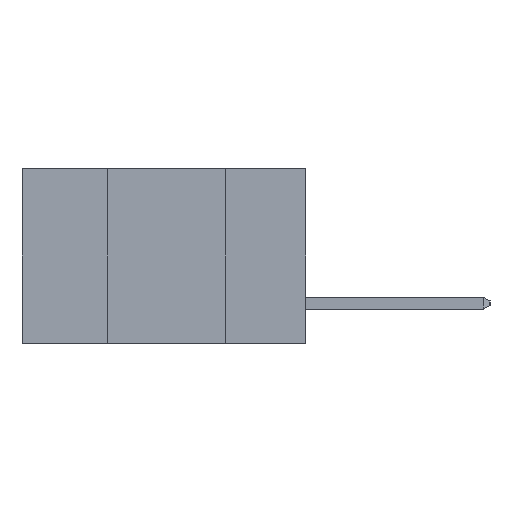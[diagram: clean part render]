
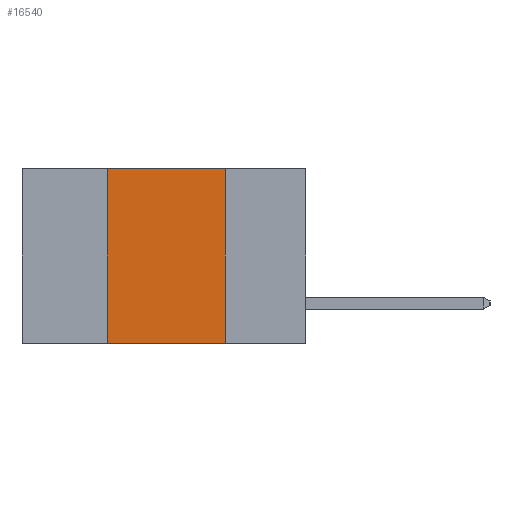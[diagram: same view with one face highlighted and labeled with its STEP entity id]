
A CAD part, left-side view. The second image highlights one B-rep face of the part: STEP entity #16540.
In plain terms, the highlighted planar face has unit normal (-1, 0, 0).
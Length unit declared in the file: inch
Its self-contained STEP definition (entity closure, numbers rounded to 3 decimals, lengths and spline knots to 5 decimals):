
#802 = VERTEX_POINT ( 'NONE', #21856 ) ;
#1130 = AXIS2_PLACEMENT_3D ( 'NONE', #15001, #1620, #15150 ) ;
#1133 = ORIENTED_EDGE ( 'NONE', *, *, #17583, .F. ) ;
#1620 = DIRECTION ( 'NONE',  ( 1., 0., 0. ) ) ;
#2912 = VERTEX_POINT ( 'NONE', #21537 ) ;
#3893 = DIRECTION ( 'NONE',  ( 0., -1., 0. ) ) ;
#4560 = EDGE_CURVE ( 'NONE', #802, #2912, #10241, .T. ) ;
#5005 = VECTOR ( 'NONE', #20592, 39.37008 ) ;
#5559 = ORIENTED_EDGE ( 'NONE', *, *, #4560, .T. ) ;
#5800 = VECTOR ( 'NONE', #19688, 39.37008 ) ;
#6147 = DIRECTION ( 'NONE',  ( 0., 0., -1. ) ) ;
#7095 = ORIENTED_EDGE ( 'NONE', *, *, #22670, .F. ) ;
#8898 = ORIENTED_EDGE ( 'NONE', *, *, #20954, .F. ) ;
#9826 = FACE_OUTER_BOUND ( 'NONE', #11800, .T. ) ;
#10241 = LINE ( 'NONE', #18490, #5005 ) ;
#10689 = CARTESIAN_POINT ( 'NONE',  ( 0., 0.17, 0. ) ) ;
#11672 = VERTEX_POINT ( 'NONE', #14467 ) ;
#11800 = EDGE_LOOP ( 'NONE', ( #7095, #1133, #8898, #5559 ) ) ;
#12352 = CARTESIAN_POINT ( 'NONE',  ( 0., 0.42, 0. ) ) ;
#13592 = VECTOR ( 'NONE', #6147, 39.37008 ) ;
#14467 = CARTESIAN_POINT ( 'NONE',  ( 0., 0.42, 0. ) ) ;
#15001 = CARTESIAN_POINT ( 'NONE',  ( 0., 0.6, 0. ) ) ;
#15150 = DIRECTION ( 'NONE',  ( 0., 0., -1. ) ) ;
#15492 = CARTESIAN_POINT ( 'NONE',  ( 0., 0.6, 0. ) ) ;
#16540 = ADVANCED_FACE ( 'NONE', ( #9826 ), #24356, .F. ) ;
#17527 = CARTESIAN_POINT ( 'NONE',  ( 0., 0.17, 0. ) ) ;
#17583 = EDGE_CURVE ( 'NONE', #11672, #23571, #24362, .T. ) ;
#18490 = CARTESIAN_POINT ( 'NONE',  ( 0., 0.6, -0.37 ) ) ;
#19688 = DIRECTION ( 'NONE',  ( 0., 0., 1. ) ) ;
#19956 = VECTOR ( 'NONE', #3893, 39.37008 ) ;
#20283 = LINE ( 'NONE', #12352, #5800 ) ;
#20592 = DIRECTION ( 'NONE',  ( 0., -1., 0. ) ) ;
#20954 = EDGE_CURVE ( 'NONE', #802, #11672, #20283, .T. ) ;
#21537 = CARTESIAN_POINT ( 'NONE',  ( 0., 0.17, -0.37 ) ) ;
#21856 = CARTESIAN_POINT ( 'NONE',  ( 0., 0.42, -0.37 ) ) ;
#22670 = EDGE_CURVE ( 'NONE', #23571, #2912, #22814, .T. ) ;
#22814 = LINE ( 'NONE', #17527, #13592 ) ;
#23571 = VERTEX_POINT ( 'NONE', #10689 ) ;
#24356 = PLANE ( 'NONE',  #1130 ) ;
#24362 = LINE ( 'NONE', #15492, #19956 ) ;
